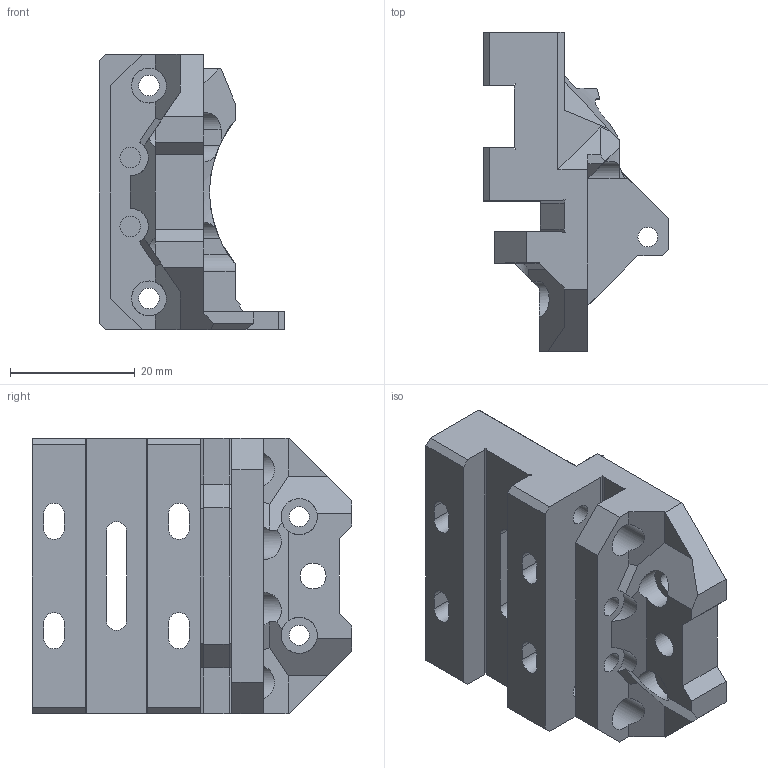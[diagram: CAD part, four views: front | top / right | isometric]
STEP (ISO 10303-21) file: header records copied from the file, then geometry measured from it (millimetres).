
FILE_DESCRIPTION(/* description */ ('STEP AP242','CAx-IF Rec.Pracs.---Representation and Presentation of Product Manufacturing Information (PMI)---4.0---2014-10-13','CAx-IF Rec.Pracs.---3D Tessellated Geometry---0.4---2014-09-14','2;1'),/* implementation_level */ '2;1');
FILE_NAME(/* name */ '61c8e420212d637db202576c',/* time_stamp */ '2021-12-26T21:52:34+00:00',/* author */ (''),/* organization */ (''),/* preprocessor_version */ 'ST-DEVELOPER v18.101',/* originating_system */ ' ',/* authorisation */ ' ');
FILE_SCHEMA (('AP242_MANAGED_MODEL_BASED_3D_ENGINEERING_MIM_LF { 1 0 10303 442 1 1 4 }'));
Length unit declared in the file: metre
Products named in the file (1): top_mgn12
Bounding box: 29.8 x 51.2 x 44.1 mm (x, y, z)
Volume: 21226.1 mm3; surface area: 10843.8 mm2
Topology: 1 solids, 1 shells, 159 faces, 460 edges, 303 vertices
Faces by surface type: plane 120, cylinder 36, bspline 2, cone 1
Full cylindrical faces by diameter (mm): 3.15 x1, 3.2 x2, 3.3 x4, 4.15 x1, 5.6 x2, 5.8 x2
Entity records: 5237 total; most frequent: CARTESIAN_POINT 1056, ORIENTED_EDGE 882, DIRECTION 808, EDGE_CURVE 441, LINE 326, VECTOR 326, VERTEX_POINT 296, AXIS2_PLACEMENT_3D 241
